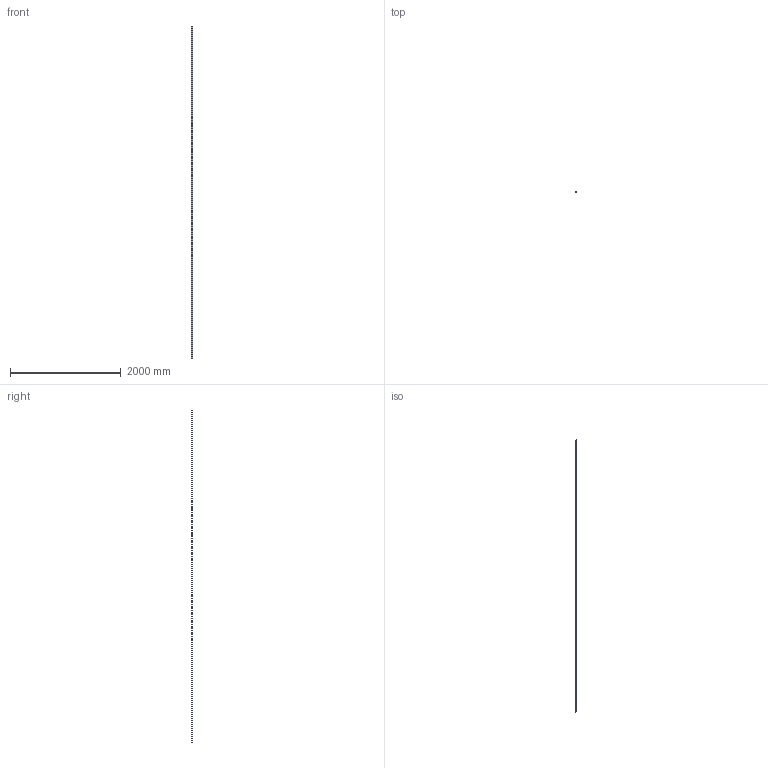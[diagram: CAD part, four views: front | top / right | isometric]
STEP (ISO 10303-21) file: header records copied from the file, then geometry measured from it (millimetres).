
FILE_DESCRIPTION(/* description */ ('GUIDA LINEARE IL28 COMPLETA DI TONDINO'),/* implementation_level */ '2;1');
FILE_NAME(/* name */ 'bprgdd0000012.stp',/* time_stamp */ '2022-12-07T15:51:20+01:00',/* author */ ('tecnico7'),/* organization */ (''),/* preprocessor_version */ 'ST-DEVELOPER v18.1',/* originating_system */ 'Autodesk Inventor 2022',/* authorisation */ '');
FILE_SCHEMA (('AUTOMOTIVE_DESIGN { 1 0 10303 214 3 1 1 }'));
Length unit declared in the file: millimetre
Products named in the file (3): DM01.IL28.00; DM01.2813.00A; ATFRT0000004
Assembly tree (3 placements, depth 2):
  DM01.IL28.00
    DM01.2813.00A
    ATFRT0000004  x2
Bounding box: 28 x 13 x 6000 mm (x, y, z)
Volume: 1136860.7 mm3; surface area: 790791 mm2
Topology: 3 solids, 3 shells, 26 faces, 60 edges, 40 vertices
Faces by surface type: plane 16, cylinder 10
Full cylindrical faces by diameter (mm): 4 x2
Entity records: 813 total; most frequent: DIRECTION 133, CARTESIAN_POINT 124, ORIENTED_EDGE 114, EDGE_CURVE 57, AXIS2_PLACEMENT_3D 47, LINE 39, VECTOR 39, VERTEX_POINT 38
